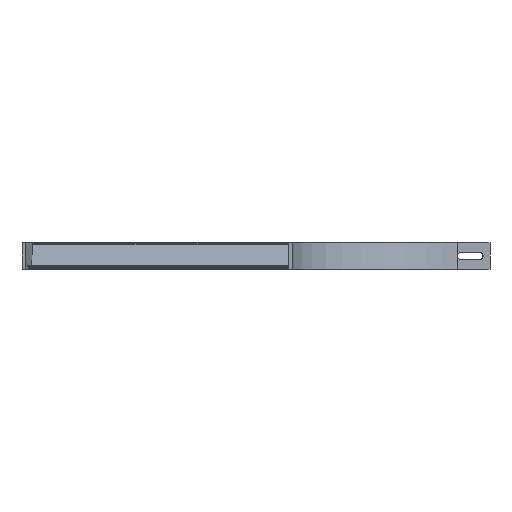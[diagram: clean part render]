
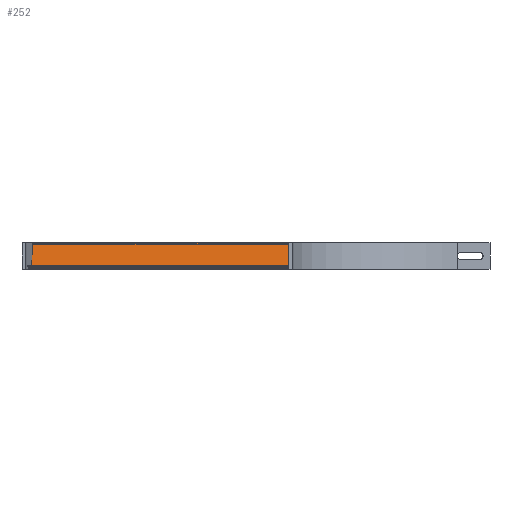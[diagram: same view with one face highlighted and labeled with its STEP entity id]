
A CAD part, left-side view. The second image highlights one B-rep face of the part: STEP entity #252.
In plain terms, the highlighted free-form (B-spline) face has degree [1, 3] with [2, 4] control points.
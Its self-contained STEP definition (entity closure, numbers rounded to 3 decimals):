
#55=B_SPLINE_CURVE_WITH_KNOTS('',3,(#5463,#5464,#5465,#5466),
 .UNSPECIFIED.,.F.,.F.,(4,4),(0.,39.375),.UNSPECIFIED.);
#66=B_SPLINE_CURVE_WITH_KNOTS('',3,(#5522,#5523,#5524,#5525),
 .UNSPECIFIED.,.F.,.F.,(4,4),(0.,39.376),.UNSPECIFIED.);
#78=B_SPLINE_CURVE_WITH_KNOTS('',1,(#5723,#5724),.UNSPECIFIED.,.F.,.F.,
(2,2),(-431.767,-31.707),.UNSPECIFIED.);
#79=B_SPLINE_CURVE_WITH_KNOTS('',1,(#5725,#5726),.UNSPECIFIED.,.F.,.F.,
(2,2),(-431.756,-31.707),.UNSPECIFIED.);
#133=B_SPLINE_SURFACE_WITH_KNOTS('',1,3,((#5035,#5036,#5037,#5038),(#5039,
#5040,#5041,#5042)),.UNSPECIFIED.,.F.,.F.,.F.,(2,2),(4,4),(31.707,
735.132),(-39.376,0.),.UNSPECIFIED.);
#252=ADVANCED_FACE('',(#491),#133,.T.);
#491=FACE_OUTER_BOUND('',#698,.T.);
#698=EDGE_LOOP('',(#1343,#1344,#1345,#1346));
#1343=ORIENTED_EDGE('',*,*,#2166,.T.);
#1344=ORIENTED_EDGE('',*,*,#2103,.T.);
#1345=ORIENTED_EDGE('',*,*,#2167,.F.);
#1346=ORIENTED_EDGE('',*,*,#2086,.F.);
#2086=EDGE_CURVE('',#2933,#2934,#55,.T.);
#2103=EDGE_CURVE('',#2948,#2947,#66,.T.);
#2166=EDGE_CURVE('',#2933,#2948,#78,.T.);
#2167=EDGE_CURVE('',#2934,#2947,#79,.T.);
#2933=VERTEX_POINT('',#5355);
#2934=VERTEX_POINT('',#5356);
#2947=VERTEX_POINT('',#5369);
#2948=VERTEX_POINT('',#5370);
#5035=CARTESIAN_POINT('',(-126.441,73.206,-0.5));
#5036=CARTESIAN_POINT('',(-130.842,74.092,-12.831));
#5037=CARTESIAN_POINT('',(-135.266,74.862,-25.169));
#5038=CARTESIAN_POINT('',(-139.708,75.515,-37.5));
#5039=CARTESIAN_POINT('',(-4.901,766.051,-0.5));
#5040=CARTESIAN_POINT('',(-9.302,766.937,-12.831));
#5041=CARTESIAN_POINT('',(-13.726,767.707,-25.169));
#5042=CARTESIAN_POINT('',(-18.168,768.36,-37.5));
#5355=CARTESIAN_POINT('',(-70.585,469.558,-37.5));
#5356=CARTESIAN_POINT('',(-57.319,467.238,-0.5));
#5369=CARTESIAN_POINT('',(-126.441,73.206,-0.5));
#5370=CARTESIAN_POINT('',(-139.708,75.515,-37.5));
#5463=CARTESIAN_POINT('',(-70.585,469.558,-37.5));
#5464=CARTESIAN_POINT('',(-66.155,468.83,-25.167));
#5465=CARTESIAN_POINT('',(-61.733,468.057,-12.833));
#5466=CARTESIAN_POINT('',(-57.319,467.238,-0.5));
#5522=CARTESIAN_POINT('',(-139.708,75.515,-37.5));
#5523=CARTESIAN_POINT('',(-135.266,74.862,-25.169));
#5524=CARTESIAN_POINT('',(-130.842,74.092,-12.831));
#5525=CARTESIAN_POINT('',(-126.441,73.206,-0.5));
#5723=CARTESIAN_POINT('',(-70.585,469.558,-37.5));
#5724=CARTESIAN_POINT('',(-139.708,75.515,-37.5));
#5725=CARTESIAN_POINT('',(-57.319,467.238,-0.5));
#5726=CARTESIAN_POINT('',(-126.441,73.206,-0.5));
